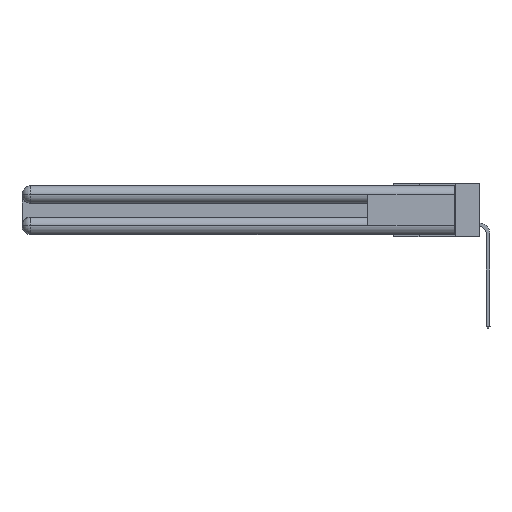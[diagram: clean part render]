
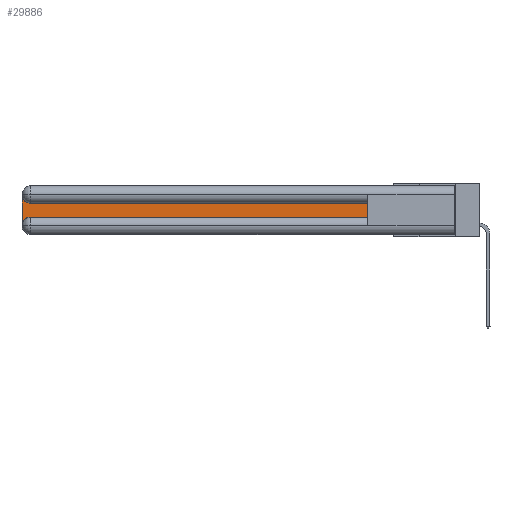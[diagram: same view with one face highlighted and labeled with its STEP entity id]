
A CAD part, left-side view. The second image highlights one B-rep face of the part: STEP entity #29886.
In plain terms, the highlighted planar face has unit normal (-1, 0, 0).
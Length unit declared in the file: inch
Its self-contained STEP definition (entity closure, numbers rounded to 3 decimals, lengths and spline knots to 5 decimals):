
#587 = DIRECTION ( 'NONE',  ( 0., 0., -1. ) ) ;
#634 = FACE_OUTER_BOUND ( 'NONE', #6090, .T. ) ;
#1365 = DIRECTION ( 'NONE',  ( 0., 0., -1. ) ) ;
#1875 = DIRECTION ( 'NONE',  ( 0., -1., 0. ) ) ;
#2642 = ORIENTED_EDGE ( 'NONE', *, *, #25440, .T. ) ;
#3317 = CARTESIAN_POINT ( 'NONE',  ( 0.075, 3., -0.2775 ) ) ;
#4175 = EDGE_CURVE ( 'NONE', #24676, #12798, #19138, .T. ) ;
#4824 = LINE ( 'NONE', #19627, #21791 ) ;
#5627 = CARTESIAN_POINT ( 'NONE',  ( 0.075, 3., -0.1225 ) ) ;
#5984 = CARTESIAN_POINT ( 'NONE',  ( 0.075, 0.6, -0.1225 ) ) ;
#6034 = ORIENTED_EDGE ( 'NONE', *, *, #33317, .T. ) ;
#6090 = EDGE_LOOP ( 'NONE', ( #2642, #6034, #20494, #7725, #14899, #24177 ) ) ;
#6145 = AXIS2_PLACEMENT_3D ( 'NONE', #5627, #26308, #13062 ) ;
#6677 = CARTESIAN_POINT ( 'NONE',  ( 0.075, 0.6, -0.1225 ) ) ;
#7725 = ORIENTED_EDGE ( 'NONE', *, *, #4175, .T. ) ;
#7879 = PLANE ( 'NONE',  #6145 ) ;
#8693 = DIRECTION ( 'NONE',  ( 0., 1., 0. ) ) ;
#9262 = LINE ( 'NONE', #11311, #29473 ) ;
#10924 = EDGE_CURVE ( 'NONE', #30215, #24676, #4824, .T. ) ;
#11311 = CARTESIAN_POINT ( 'NONE',  ( 0.075, 0.6, -0.2175 ) ) ;
#12798 = VERTEX_POINT ( 'NONE', #14010 ) ;
#13062 = DIRECTION ( 'NONE',  ( 0., 0., -1. ) ) ;
#13903 = VERTEX_POINT ( 'NONE', #13919 ) ;
#13919 = CARTESIAN_POINT ( 'NONE',  ( 0.075, 0.6, -0.2175 ) ) ;
#14010 = CARTESIAN_POINT ( 'NONE',  ( 0.075, 2.94, -0.2175 ) ) ;
#14899 = ORIENTED_EDGE ( 'NONE', *, *, #20983, .T. ) ;
#15372 = LINE ( 'NONE', #5984, #18995 ) ;
#16246 = DIRECTION ( 'NONE',  ( 0., 0., 1. ) ) ;
#16823 = CARTESIAN_POINT ( 'NONE',  ( 0.075, 2.94, -0.0625 ) ) ;
#16869 = AXIS2_PLACEMENT_3D ( 'NONE', #16823, #24746, #27352 ) ;
#18411 = DIRECTION ( 'NONE',  ( 1., 0., 0. ) ) ;
#18520 = CARTESIAN_POINT ( 'NONE',  ( 0.075, 2.94, -0.2775 ) ) ;
#18973 = VERTEX_POINT ( 'NONE', #25252 ) ;
#18995 = VECTOR ( 'NONE', #8693, 39.37008 ) ;
#19138 = CIRCLE ( 'NONE', #19197, 0.06 ) ;
#19197 = AXIS2_PLACEMENT_3D ( 'NONE', #18520, #18411, #587 ) ;
#19513 = VERTEX_POINT ( 'NONE', #6677 ) ;
#19627 = CARTESIAN_POINT ( 'NONE',  ( 0.075, 3., -0.2175 ) ) ;
#20494 = ORIENTED_EDGE ( 'NONE', *, *, #10924, .T. ) ;
#20983 = EDGE_CURVE ( 'NONE', #12798, #13903, #9262, .T. ) ;
#21791 = VECTOR ( 'NONE', #1365, 39.37008 ) ;
#22487 = VECTOR ( 'NONE', #16246, 39.37008 ) ;
#24058 = CIRCLE ( 'NONE', #16869, 0.06 ) ;
#24164 = CARTESIAN_POINT ( 'NONE',  ( 0.075, 0.6, -0.2175 ) ) ;
#24177 = ORIENTED_EDGE ( 'NONE', *, *, #30002, .T. ) ;
#24676 = VERTEX_POINT ( 'NONE', #3317 ) ;
#24726 = CARTESIAN_POINT ( 'NONE',  ( 0.075, 3., -0.0625 ) ) ;
#24746 = DIRECTION ( 'NONE',  ( 1., 0., 0. ) ) ;
#25252 = CARTESIAN_POINT ( 'NONE',  ( 0.075, 2.94, -0.1225 ) ) ;
#25440 = EDGE_CURVE ( 'NONE', #19513, #18973, #15372, .T. ) ;
#26308 = DIRECTION ( 'NONE',  ( 1., 0., 0. ) ) ;
#27352 = DIRECTION ( 'NONE',  ( 0., 0., -1. ) ) ;
#28543 = LINE ( 'NONE', #24164, #22487 ) ;
#29473 = VECTOR ( 'NONE', #1875, 39.37008 ) ;
#29886 = ADVANCED_FACE ( 'NONE', ( #634 ), #7879, .F. ) ;
#30002 = EDGE_CURVE ( 'NONE', #13903, #19513, #28543, .T. ) ;
#30215 = VERTEX_POINT ( 'NONE', #24726 ) ;
#33317 = EDGE_CURVE ( 'NONE', #18973, #30215, #24058, .T. ) ;
